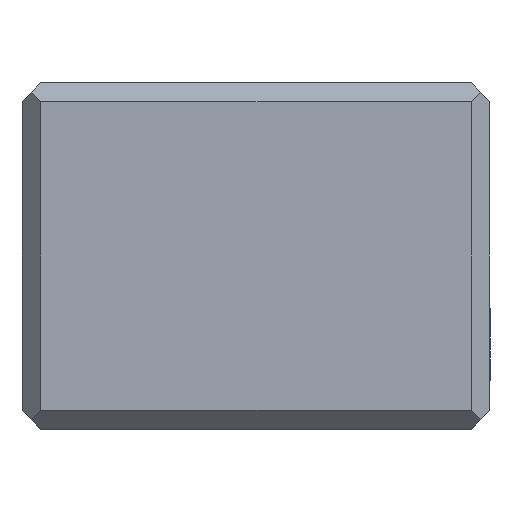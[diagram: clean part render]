
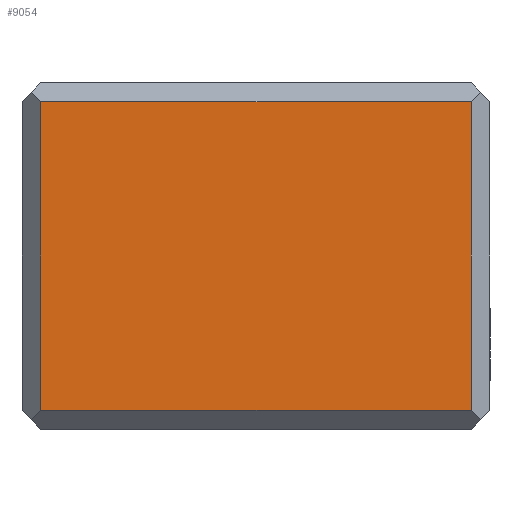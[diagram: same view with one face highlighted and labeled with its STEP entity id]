
A CAD part, left-side view. The second image highlights one B-rep face of the part: STEP entity #9054.
In plain terms, the highlighted planar face has unit normal (-1, 0, 0).
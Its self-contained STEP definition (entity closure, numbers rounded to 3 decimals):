
#420 = CARTESIAN_POINT ( 'NONE',  ( -18.25, 24.15, 0. ) ) ;
#645 = DIRECTION ( 'NONE',  ( 0., 0., -1. ) ) ;
#1390 = VECTOR ( 'NONE', #7202, 1000. ) ;
#1470 = CARTESIAN_POINT ( 'NONE',  ( -18.25, 25.3, 8.5 ) ) ;
#1893 = LINE ( 'NONE', #3263, #1922 ) ;
#1922 = VECTOR ( 'NONE', #4390, 1000. ) ;
#2706 = DIRECTION ( 'NONE',  ( 0., 0., 1. ) ) ;
#2963 = EDGE_CURVE ( 'NONE', #8773, #6448, #6480, .T. ) ;
#3130 = EDGE_CURVE ( 'NONE', #14553, #3987, #5640, .T. ) ;
#3263 = CARTESIAN_POINT ( 'NONE',  ( -18.25, 25.3, -8.2 ) ) ;
#3523 = ORIENTED_EDGE ( 'NONE', *, *, #15046, .T. ) ;
#3987 = VERTEX_POINT ( 'NONE', #4214 ) ;
#4214 = CARTESIAN_POINT ( 'NONE',  ( -18.25, 24.15, -8.2 ) ) ;
#4285 = DIRECTION ( 'NONE',  ( 1., 0., 0. ) ) ;
#4390 = DIRECTION ( 'NONE',  ( 0., -1., 0. ) ) ;
#5222 = LINE ( 'NONE', #10153, #1390 ) ;
#5640 = LINE ( 'NONE', #420, #15501 ) ;
#6448 = VERTEX_POINT ( 'NONE', #6784 ) ;
#6480 = LINE ( 'NONE', #11338, #11928 ) ;
#6650 = AXIS2_PLACEMENT_3D ( 'NONE', #1470, #4285, #14124 ) ;
#6784 = CARTESIAN_POINT ( 'NONE',  ( -18.25, 1.15, 8.3 ) ) ;
#7202 = DIRECTION ( 'NONE',  ( 0., 1., 0. ) ) ;
#7996 = CARTESIAN_POINT ( 'NONE',  ( -18.25, 1.15, -8.2 ) ) ;
#8773 = VERTEX_POINT ( 'NONE', #7996 ) ;
#8851 = ORIENTED_EDGE ( 'NONE', *, *, #3130, .T. ) ;
#9054 = ADVANCED_FACE ( 'NONE', ( #10166 ), #12608, .F. ) ;
#9567 = ORIENTED_EDGE ( 'NONE', *, *, #2963, .T. ) ;
#9723 = EDGE_LOOP ( 'NONE', ( #9567, #3523, #8851, #14671 ) ) ;
#10153 = CARTESIAN_POINT ( 'NONE',  ( -18.25, 25.3, 8.3 ) ) ;
#10166 = FACE_OUTER_BOUND ( 'NONE', #9723, .T. ) ;
#11338 = CARTESIAN_POINT ( 'NONE',  ( -18.25, 1.15, 8.5 ) ) ;
#11928 = VECTOR ( 'NONE', #2706, 1000. ) ;
#12608 = PLANE ( 'NONE',  #6650 ) ;
#13635 = CARTESIAN_POINT ( 'NONE',  ( -18.25, 24.15, 8.3 ) ) ;
#14124 = DIRECTION ( 'NONE',  ( 0., 0., 1. ) ) ;
#14553 = VERTEX_POINT ( 'NONE', #13635 ) ;
#14671 = ORIENTED_EDGE ( 'NONE', *, *, #14689, .T. ) ;
#14689 = EDGE_CURVE ( 'NONE', #3987, #8773, #1893, .T. ) ;
#15046 = EDGE_CURVE ( 'NONE', #6448, #14553, #5222, .T. ) ;
#15501 = VECTOR ( 'NONE', #645, 1000. ) ;
